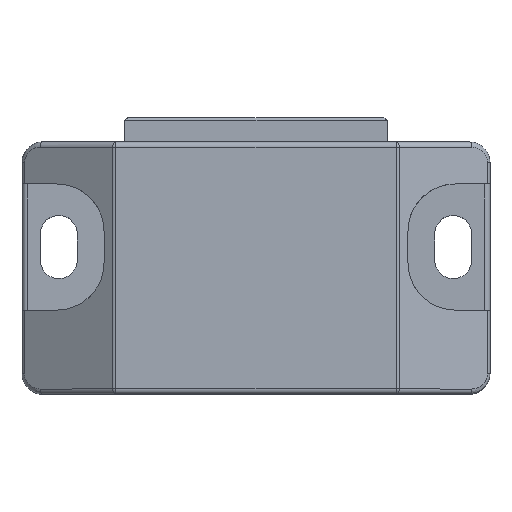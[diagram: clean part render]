
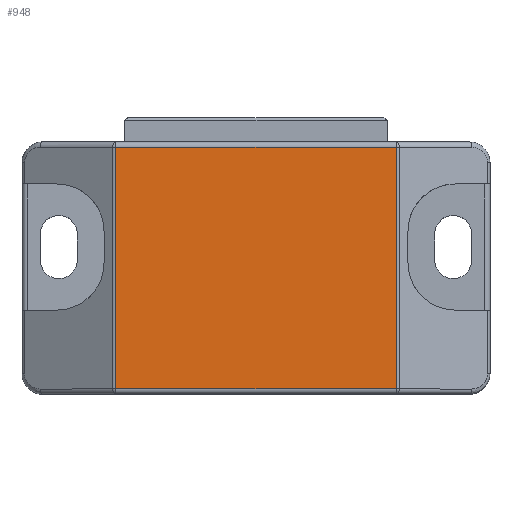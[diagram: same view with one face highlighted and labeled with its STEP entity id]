
A CAD part, top view. The second image highlights one B-rep face of the part: STEP entity #948.
In plain terms, the highlighted planar face has unit normal (0, 0, 1).
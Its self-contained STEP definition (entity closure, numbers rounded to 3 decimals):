
#636 = EDGE_LOOP ( 'NONE', ( #2567, #2610, #2600, #2513 ) ) ;
#789 = FACE_OUTER_BOUND ( 'NONE', #636, .T. ) ;
#803 = AXIS2_PLACEMENT_3D ( 'NONE', #1182, #1183, #1184 ) ;
#948 = ADVANCED_FACE ( 'NONE', ( #789 ), #1181, .T. ) ;
#1181 = PLANE ( 'NONE',  #803 ) ;
#1182 = CARTESIAN_POINT ( 'NONE',  ( -13.5, -14., 0. ) ) ;
#1183 = DIRECTION ( 'NONE',  ( 0., 0., 1. ) ) ;
#1184 = DIRECTION ( 'NONE',  ( 1., 0., 0. ) ) ;
#1307 = CARTESIAN_POINT ( 'NONE',  ( -13.356, -13.5, 0. ) ) ;
#1459 = CARTESIAN_POINT ( 'NONE',  ( -13.356, 9.5, 0. ) ) ;
#1461 = CARTESIAN_POINT ( 'NONE',  ( 13.356, -13.5, 0. ) ) ;
#1463 = CARTESIAN_POINT ( 'NONE',  ( 13.356, 9.5, 0. ) ) ;
#1604 = LINE ( 'NONE', #1605, #2337 ) ;
#1605 = CARTESIAN_POINT ( 'NONE',  ( -13.5, 9.5, 0. ) ) ;
#1606 = DIRECTION ( 'NONE',  ( -1., 0., 0. ) ) ;
#1751 = LINE ( 'NONE', #1752, #2266 ) ;
#1752 = CARTESIAN_POINT ( 'NONE',  ( 13.356, -14., 0. ) ) ;
#1753 = DIRECTION ( 'NONE',  ( 0., 1., 0. ) ) ;
#1757 = LINE ( 'NONE', #1758, #2268 ) ;
#1758 = CARTESIAN_POINT ( 'NONE',  ( 13.356, -13.5, 0. ) ) ;
#1759 = DIRECTION ( 'NONE',  ( 1., 0., 0. ) ) ;
#1764 = LINE ( 'NONE', #1765, #2269 ) ;
#1765 = CARTESIAN_POINT ( 'NONE',  ( -13.356, -14., 0. ) ) ;
#1766 = DIRECTION ( 'NONE',  ( 0., -1., 0. ) ) ;
#1862 = VERTEX_POINT ( 'NONE', #1307 ) ;
#2266 = VECTOR ( 'NONE', #1753, 1000. ) ;
#2268 = VECTOR ( 'NONE', #1759, 1000. ) ;
#2269 = VECTOR ( 'NONE', #1766, 1000. ) ;
#2337 = VECTOR ( 'NONE', #1606, 1000. ) ;
#2513 = ORIENTED_EDGE ( 'NONE', *, *, #2690, .T. ) ;
#2567 = ORIENTED_EDGE ( 'NONE', *, *, #2725, .T. ) ;
#2600 = ORIENTED_EDGE ( 'NONE', *, *, #2721, .T. ) ;
#2610 = ORIENTED_EDGE ( 'NONE', *, *, #2723, .T. ) ;
#2632 = VERTEX_POINT ( 'NONE', #1459 ) ;
#2635 = VERTEX_POINT ( 'NONE', #1461 ) ;
#2640 = VERTEX_POINT ( 'NONE', #1463 ) ;
#2690 = EDGE_CURVE ( 'NONE', #2640, #2632, #1604, .T. ) ;
#2721 = EDGE_CURVE ( 'NONE', #2635, #2640, #1751, .T. ) ;
#2723 = EDGE_CURVE ( 'NONE', #1862, #2635, #1757, .T. ) ;
#2725 = EDGE_CURVE ( 'NONE', #2632, #1862, #1764, .T. ) ;
